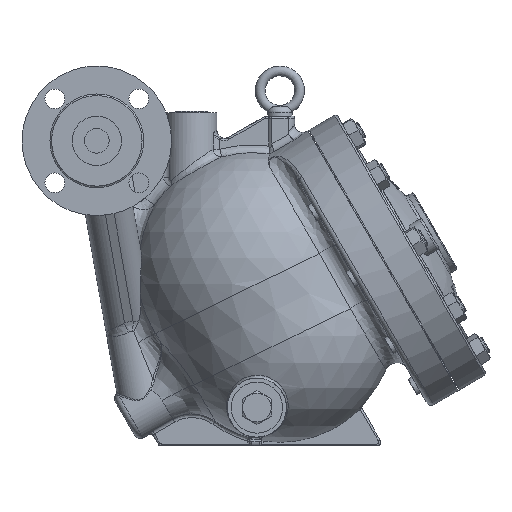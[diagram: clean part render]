
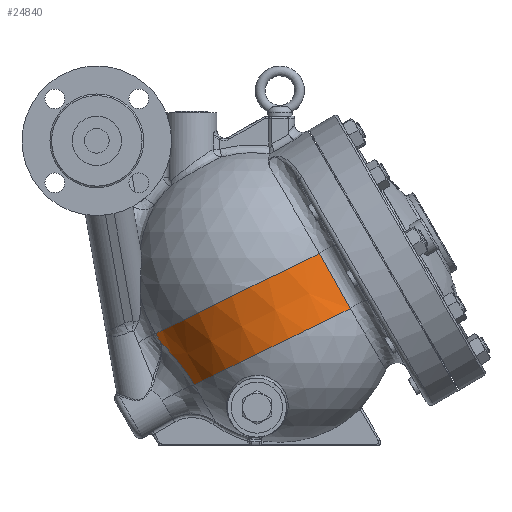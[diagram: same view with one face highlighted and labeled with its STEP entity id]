
A CAD part, front view. The second image highlights one B-rep face of the part: STEP entity #24840.
In plain terms, the highlighted conical face has half-angle 6.201 degrees and reference radius 117.807 mm.
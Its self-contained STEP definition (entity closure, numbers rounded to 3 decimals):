
#608=CARTESIAN_POINT('',(-36.436,-35.429,-195.787));
#609=VERTEX_POINT('',#608);
#8605=CARTESIAN_POINT('',(130.124,-99.481,-114.408));
#8606=VERTEX_POINT('',#8605);
#14107=CARTESIAN_POINT('',(161.509,-87.97,-170.356));
#14108=VERTEX_POINT('',#14107);
#14116=CARTESIAN_POINT('',(2.959,-48.686,-247.822));
#14117=VERTEX_POINT('',#14116);
#14118=CARTESIAN_POINT('',(95.901,0.0,-202.411));
#14119=DIRECTION('',(0.439,0.0,-0.898));
#14120=DIRECTION('',(-0.898,0.0,-0.439));
#14121=AXIS2_PLACEMENT_3D('',#14118,#14119,#14120);
#14122=CIRCLE('',#14121,114.327);
#14123=EDGE_CURVE('',#14108,#14117,#14122,.T.);
#20979=CARTESIAN_POINT('',(67.785,0.0,-144.866));
#20980=DIRECTION('',(0.439,0.0,-0.898));
#20981=DIRECTION('',(-0.898,0.0,-0.439));
#20982=AXIS2_PLACEMENT_3D('',#20979,#20980,#20981);
#20983=CIRCLE('',#20982,121.286);
#20984=EDGE_CURVE('',#8606,#609,#20983,.T.);
#23247=CARTESIAN_POINT('',(130.124,-99.481,-114.408));
#23248=CARTESIAN_POINT('',(140.614,-95.792,-133.08));
#23249=CARTESIAN_POINT('',(151.079,-91.972,-151.733));
#23250=CARTESIAN_POINT('',(161.509,-87.97,-170.356));
#23251=B_SPLINE_CURVE_WITH_KNOTS('',3,(#23247,#23248,#23249,#23250),.UNSPECIFIED.,.F.,.U.,(4,4),(-21.075,-14.542),.UNSPECIFIED.);
#23252=EDGE_CURVE('',#8606,#14108,#23251,.T.);
#23837=CARTESIAN_POINT('',(-31.107,-34.461,-204.689));
#23838=VERTEX_POINT('',#23837);
#24733=CARTESIAN_POINT('',(2.959,-48.686,-247.822));
#24734=CARTESIAN_POINT('',(1.479,-48.954,-245.302));
#24735=CARTESIAN_POINT('',(-1.641,-49.204,-240.263));
#24736=CARTESIAN_POINT('',(-5.822,-48.771,-234.167));
#24737=CARTESIAN_POINT('',(-8.816,-48.09,-230.1));
#24738=CARTESIAN_POINT('',(-10.532,-47.598,-227.845));
#24739=CARTESIAN_POINT('',(-13.122,-46.755,-224.513));
#24740=CARTESIAN_POINT('',(-17.054,-45.096,-219.717));
#24741=CARTESIAN_POINT('',(-21.357,-42.596,-214.846));
#24742=CARTESIAN_POINT('',(-24.669,-40.245,-211.273));
#24743=CARTESIAN_POINT('',(-27.068,-38.322,-208.759));
#24744=CARTESIAN_POINT('',(-29.22,-36.379,-206.565));
#24745=CARTESIAN_POINT('',(-30.543,-35.053,-205.246));
#24746=CARTESIAN_POINT('',(-31.107,-34.461,-204.689));
#24747=B_SPLINE_CURVE_WITH_KNOTS('',3,(#24733,#24734,#24735,#24736,#24737,#24738,#24739,#24740,#24741,#24742,#24743,#24744,#24745,#24746),.UNSPECIFIED.,.F.,.U.,(4,1,1,1,1,1,1,1,1,1,1,4),(41.796,42.677,43.559,43.999,44.22,44.44,45.321,46.203,46.644,47.084,47.525,47.864),.UNSPECIFIED.);
#24748=EDGE_CURVE('',#14117,#23838,#24747,.T.);
#24816=CARTESIAN_POINT('',(-31.107,-34.461,-204.689));
#24817=CARTESIAN_POINT('',(-32.869,-34.833,-201.719));
#24818=CARTESIAN_POINT('',(-34.645,-35.156,-198.75));
#24819=CARTESIAN_POINT('',(-36.436,-35.429,-195.787));
#24820=B_SPLINE_CURVE_WITH_KNOTS('',3,(#24816,#24817,#24818,#24819),.UNSPECIFIED.,.F.,.U.,(4,4),(-38.026,-36.986),.UNSPECIFIED.);
#24821=EDGE_CURVE('',#23838,#609,#24820,.T.);
#24828=CARTESIAN_POINT('',(81.843,0.0,-173.639));
#24829=DIRECTION('',(-0.439,0.0,0.898));
#24830=DIRECTION('',(-0.898,0.0,-0.439));
#24831=AXIS2_PLACEMENT_3D('',#24828,#24829,#24830);
#24832=CONICAL_SURFACE('',#24831,117.807,6.201);
#24833=ORIENTED_EDGE('',*,*,#23252,.F.);
#24834=ORIENTED_EDGE('',*,*,#20984,.T.);
#24835=ORIENTED_EDGE('',*,*,#24821,.F.);
#24836=ORIENTED_EDGE('',*,*,#24748,.F.);
#24837=ORIENTED_EDGE('',*,*,#14123,.F.);
#24838=EDGE_LOOP('',(#24833,#24834,#24835,#24836,#24837));
#24839=FACE_OUTER_BOUND('',#24838,.T.);
#24840=ADVANCED_FACE('',(#24839),#24832,.T.);
